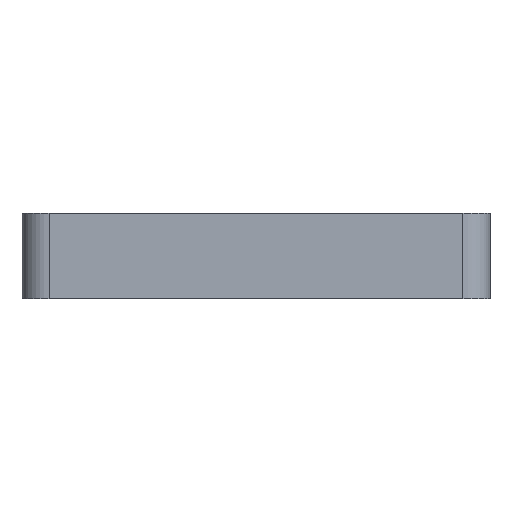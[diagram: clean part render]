
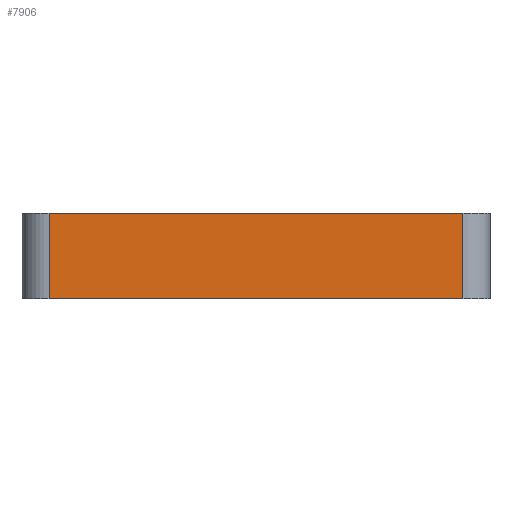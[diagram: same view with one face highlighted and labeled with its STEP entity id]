
A CAD part, left-side view. The second image highlights one B-rep face of the part: STEP entity #7906.
In plain terms, the highlighted planar face has unit normal (-1, 0, 0).
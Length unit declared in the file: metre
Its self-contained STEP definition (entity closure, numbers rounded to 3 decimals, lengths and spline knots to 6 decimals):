
#1115=ORIENTED_EDGE('',*,*,#3556,.F.);
#1116=ORIENTED_EDGE('',*,*,#3557,.T.);
#1117=ORIENTED_EDGE('',*,*,#3558,.T.);
#1118=ORIENTED_EDGE('',*,*,#3559,.T.);
#3556=EDGE_CURVE('',#4775,#4776,#5398,.T.);
#3557=EDGE_CURVE('',#4775,#4777,#5399,.T.);
#3558=EDGE_CURVE('',#4777,#4778,#5400,.T.);
#3559=EDGE_CURVE('',#4778,#4776,#5401,.F.);
#4775=VERTEX_POINT('',#11781);
#4776=VERTEX_POINT('',#11782);
#4777=VERTEX_POINT('',#11784);
#4778=VERTEX_POINT('',#11786);
#5398=LINE('',#11780,#6142);
#5399=LINE('',#11783,#6143);
#5400=LINE('',#11785,#6144);
#5401=LINE('',#11787,#6145);
#6142=VECTOR('',#9327,1.);
#6143=VECTOR('',#9328,1.);
#6144=VECTOR('',#9329,1.);
#6145=VECTOR('',#9330,1.);
#6733=EDGE_LOOP('',(#1115,#1116,#1117,#1118));
#7229=FACE_BOUND('',#6733,.T.);
#7700=PLANE('',#8465);
#7906=ADVANCED_FACE('',(#7229),#7700,.F.);
#8465=AXIS2_PLACEMENT_3D('',#11779,#9325,#9326);
#9325=DIRECTION('',(1.,0.,0.));
#9326=DIRECTION('',(0.,0.,-1.));
#9327=DIRECTION('',(0.,-1.,0.));
#9328=DIRECTION('',(0.,0.,-1.));
#9329=DIRECTION('',(0.,-1.,0.));
#9330=DIRECTION('',(0.,0.,-1.));
#11779=CARTESIAN_POINT('',(-0.072048,0.,0.004));
#11780=CARTESIAN_POINT('',(-0.072048,0.,0.016));
#11781=CARTESIAN_POINT('',(-0.072048,0.038718,0.016));
#11782=CARTESIAN_POINT('',(-0.072048,-0.038718,0.016));
#11783=CARTESIAN_POINT('',(-0.072048,0.038718,0.004));
#11784=CARTESIAN_POINT('',(-0.072048,0.038718,0.));
#11785=CARTESIAN_POINT('',(-0.072048,0.,0.));
#11786=CARTESIAN_POINT('',(-0.072048,-0.038718,0.));
#11787=CARTESIAN_POINT('',(-0.072048,-0.038718,0.016));
